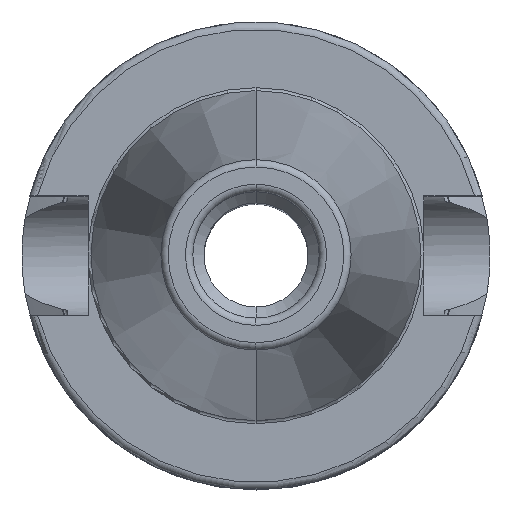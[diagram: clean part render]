
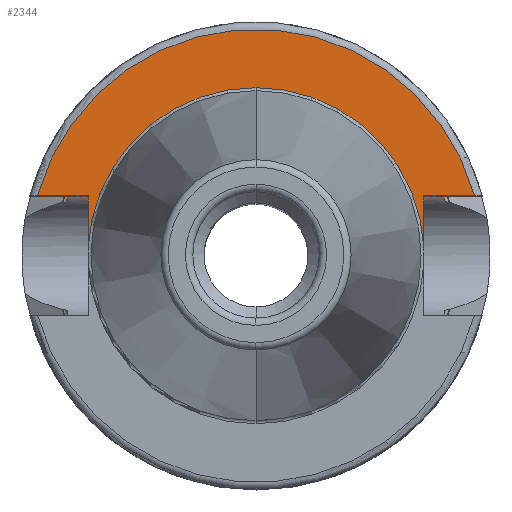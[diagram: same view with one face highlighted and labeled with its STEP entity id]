
A CAD part, top view. The second image highlights one B-rep face of the part: STEP entity #2344.
In plain terms, the highlighted planar face has unit normal (0, 0, 1).
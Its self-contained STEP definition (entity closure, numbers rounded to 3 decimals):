
#669=DIRECTION('',(0,1,0));
#670=VECTOR('',#669,6.987);
#671=CARTESIAN_POINT('',(-22.6,1.063,25));
#672=LINE('',#671,#670);
#673=DIRECTION('',(1,0,0));
#674=VECTOR('',#673,6.818);
#675=CARTESIAN_POINT('',(-29.418,8.05,25));
#676=LINE('',#675,#674);
#677=DIRECTION('',(-1,0,0));
#678=VECTOR('',#677,6.818);
#679=CARTESIAN_POINT('',(29.418,8.05,25));
#680=LINE('',#679,#678);
#681=DIRECTION('',(0,-1,0));
#682=VECTOR('',#681,6.987);
#683=CARTESIAN_POINT('',(22.6,8.05,25));
#684=LINE('',#683,#682);
#691=CARTESIAN_POINT('',(0,0,25));
#692=DIRECTION('',(0,0,1));
#693=DIRECTION('',(0,1,0));
#694=AXIS2_PLACEMENT_3D('',#691,#692,#693);
#722=CARTESIAN_POINT('',(0,0,25));
#723=DIRECTION('',(0,0,-1));
#724=DIRECTION('',(0,1,0));
#725=AXIS2_PLACEMENT_3D('',#722,#723,#724);
#774=CARTESIAN_POINT('',(0,0,25));
#775=DIRECTION('',(0,0,1));
#776=DIRECTION('',(0.965,0.264,0));
#777=AXIS2_PLACEMENT_3D('',#774,#775,#776);
#1413=CARTESIAN_POINT('',(-22.6,1.063,25));
#1414=CARTESIAN_POINT('',(-22.6,8.05,25));
#1415=VERTEX_POINT('',#1413);
#1416=VERTEX_POINT('',#1414);
#1417=CARTESIAN_POINT('',(-29.418,8.05,25));
#1418=VERTEX_POINT('',#1417);
#1419=CARTESIAN_POINT('',(22.6,8.05,25));
#1420=CARTESIAN_POINT('',(22.6,1.063,25));
#1421=VERTEX_POINT('',#1419);
#1422=VERTEX_POINT('',#1420);
#1429=CARTESIAN_POINT('',(29.418,8.05,25));
#1430=VERTEX_POINT('',#1429);
#1477=CARTESIAN_POINT('',(0,22.625,25));
#1479=VERTEX_POINT('',#1477);
#2325=CARTESIAN_POINT('',(0,0,25));
#2326=DIRECTION('',(0,0,-1));
#2327=DIRECTION('',(0,-1,0));
#2328=AXIS2_PLACEMENT_3D('',#2325,#2326,#2327);
#2329=PLANE('',#2328);
#2330=ORIENTED_EDGE('',*,*,#2082,.T.);
#2331=ORIENTED_EDGE('',*,*,#2111,.F.);
#2333=ORIENTED_EDGE('',*,*,#2332,.F.);
#2335=ORIENTED_EDGE('',*,*,#2334,.T.);
#2337=ORIENTED_EDGE('',*,*,#2336,.T.);
#2339=ORIENTED_EDGE('',*,*,#2338,.F.);
#2341=ORIENTED_EDGE('',*,*,#2340,.T.);
#2342=EDGE_LOOP('',(#2330,#2331,#2333,#2335,#2337,#2339,#2341));
#2343=FACE_OUTER_BOUND('',#2342,.F.);
#2344=ADVANCED_FACE('',(#2343),#2329,.F.);
#695=CIRCLE('',#694,22.625);
#726=CIRCLE('',#725,22.625);
#778=CIRCLE('',#777,30.5);
#2082=EDGE_CURVE('',#1415,#1416,#672,.T.);
#2111=EDGE_CURVE('',#1418,#1416,#676,.T.);
#2332=EDGE_CURVE('',#1430,#1418,#778,.T.);
#2334=EDGE_CURVE('',#1430,#1421,#680,.T.);
#2336=EDGE_CURVE('',#1421,#1422,#684,.T.);
#2338=EDGE_CURVE('',#1479,#1422,#726,.T.);
#2340=EDGE_CURVE('',#1479,#1415,#695,.T.);
